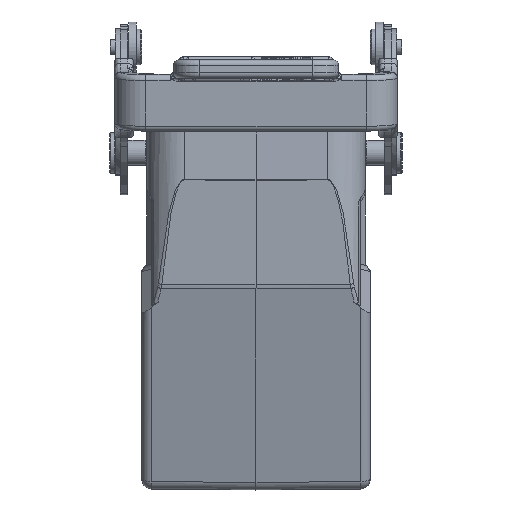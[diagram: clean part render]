
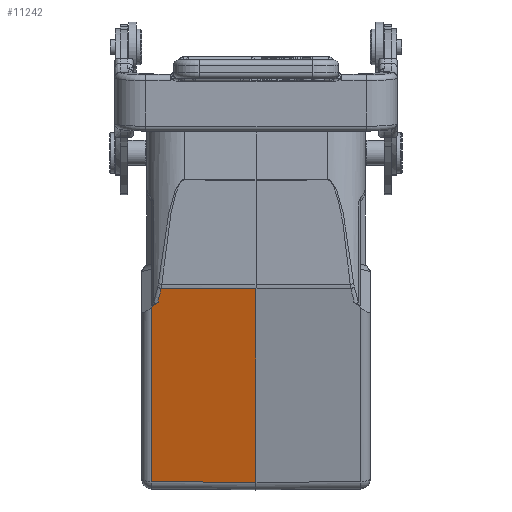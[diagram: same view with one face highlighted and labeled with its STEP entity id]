
A CAD part, left-side view. The second image highlights one B-rep face of the part: STEP entity #11242.
In plain terms, the highlighted planar face has unit normal (-0.966, 0.009, -0.259).
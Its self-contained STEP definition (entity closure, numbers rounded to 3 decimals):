
#9686=FACE_OUTER_BOUND('',#14444,.T.);
#11242=ADVANCED_FACE('',(#9686),#12076,.T.);
#12076=PLANE('',#36225);
#14444=EDGE_LOOP('',(#26261,#26262,#26263,#26264,#26265,#26266));
#16593=LINE('',#56975,#18934);
#16594=LINE('',#56979,#18935);
#16600=LINE('',#57076,#18941);
#16633=LINE('',#57337,#18974);
#16634=LINE('',#57339,#18975);
#18934=VECTOR('',#42968,1.);
#18935=VECTOR('',#42973,1.);
#18941=VECTOR('',#43009,1.);
#18974=VECTOR('',#43168,1.);
#18975=VECTOR('',#43171,1.);
#26261=ORIENTED_EDGE('',*,*,#32720,.T.);
#26262=ORIENTED_EDGE('',*,*,#32705,.F.);
#26263=ORIENTED_EDGE('',*,*,#32700,.F.);
#26264=ORIENTED_EDGE('',*,*,#32698,.T.);
#26265=ORIENTED_EDGE('',*,*,#32795,.F.);
#26266=ORIENTED_EDGE('',*,*,#32796,.T.);
#29039=VERTEX_POINT('',#56972);
#29040=VERTEX_POINT('',#56976);
#29041=VERTEX_POINT('',#56980);
#29045=VERTEX_POINT('',#57002);
#29050=VERTEX_POINT('',#57077);
#29082=VERTEX_POINT('',#57323);
#32698=EDGE_CURVE('',#29040,#29039,#16593,.T.);
#32700=EDGE_CURVE('',#29040,#29041,#16594,.T.);
#32705=EDGE_CURVE('',#29041,#29045,#33860,.T.);
#32720=EDGE_CURVE('',#29050,#29045,#16600,.T.);
#32795=EDGE_CURVE('',#29082,#29039,#16633,.T.);
#32796=EDGE_CURVE('',#29082,#29050,#16634,.T.);
#33860=CIRCLE('',#36149,46.25);
#36149=AXIS2_PLACEMENT_3D('',#57001,#42980,#42981);
#36225=AXIS2_PLACEMENT_3D('',#57340,#43172,#43173);
#42968=DIRECTION('',(0.259,0.,-0.966));
#42973=DIRECTION('',(-0.173,-0.765,0.62));
#42980=DIRECTION('',(0.966,-0.009,0.259));
#42981=DIRECTION('',(0.259,0.,-0.966));
#43009=DIRECTION('',(0.009,1.,0.002));
#43168=DIRECTION('',(0.007,1.,0.009));
#43171=DIRECTION('',(-0.259,0.,0.966));
#43172=DIRECTION('',(-0.966,0.009,-0.259));
#43173=DIRECTION('',(-0.259,0.,0.966));
#56972=CARTESIAN_POINT('',(-24.205,20.517,-70.339));
#56975=CARTESIAN_POINT('',(-33.383,20.517,-36.083));
#56976=CARTESIAN_POINT('',(-33.383,20.517,-36.083));
#56979=CARTESIAN_POINT('',(-33.383,20.517,-36.083));
#56980=CARTESIAN_POINT('',(-33.666,19.266,-35.069));
#57001=CARTESIAN_POINT('',(-31.836,-26.185,-43.434));
#57002=CARTESIAN_POINT('',(-34.389,18.655,-32.394));
#57076=CARTESIAN_POINT('',(-34.549,0.031,-32.422));
#57077=CARTESIAN_POINT('',(-34.55,0.,-32.423));
#57323=CARTESIAN_POINT('',(-24.342,0.,-70.518));
#57337=CARTESIAN_POINT('',(-24.342,-0.01,-70.518));
#57339=CARTESIAN_POINT('',(-24.342,0.,-70.518));
#57340=CARTESIAN_POINT('',(-23.945,0.,-72.));
